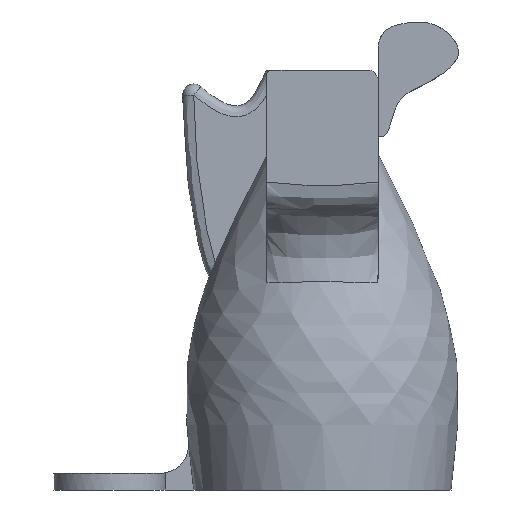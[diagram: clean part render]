
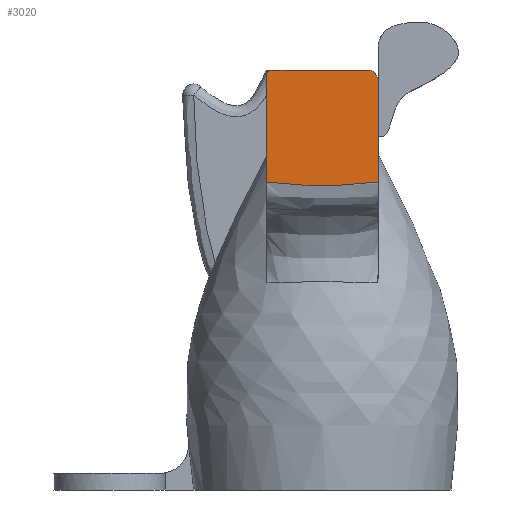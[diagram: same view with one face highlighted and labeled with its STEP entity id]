
A CAD part, left-side view. The second image highlights one B-rep face of the part: STEP entity #3020.
In plain terms, the highlighted planar face has unit normal (-1, 0, 0).
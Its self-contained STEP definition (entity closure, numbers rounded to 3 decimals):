
#2049=CARTESIAN_POINT('',(72.,-91.,75.0));
#2050=VERTEX_POINT('',#2049);
#2057=CARTESIAN_POINT('',(72.,-108.5,75.0));
#2058=VERTEX_POINT('',#2057);
#2059=CARTESIAN_POINT('',(72.0,-91.,75.0));
#2060=DIRECTION('',(0.0,-1.0,0.0));
#2061=VECTOR('',#2060,17.5);
#2062=LINE('',#2059,#2061);
#2063=EDGE_CURVE('',#2050,#2058,#2062,.T.);
#2087=CARTESIAN_POINT('',(72.,-90.0,74.0));
#2088=VERTEX_POINT('',#2087);
#2095=CARTESIAN_POINT('',(72.0,-91.,74.));
#2096=DIRECTION('',(1.0,0.0,0.0));
#2097=DIRECTION('',(0.0,0.0,1.0));
#2098=AXIS2_PLACEMENT_3D('',#2095,#2096,#2097);
#2099=CIRCLE('',#2098,1.);
#2100=EDGE_CURVE('',#2088,#2050,#2099,.T.);
#2336=CARTESIAN_POINT('',(72.,-110.0,73.064));
#2337=VERTEX_POINT('',#2336);
#2344=CARTESIAN_POINT('',(72.,-110.,55.019));
#2345=VERTEX_POINT('',#2344);
#2346=CARTESIAN_POINT('',(72.0,-110.0,73.064));
#2347=DIRECTION('',(0.0,0.0,-1.0));
#2348=VECTOR('',#2347,18.045);
#2349=LINE('',#2346,#2348);
#2350=EDGE_CURVE('',#2337,#2345,#2349,.T.);
#2642=CARTESIAN_POINT('',(72.,-90.107,55.003));
#2643=VERTEX_POINT('',#2642);
#2644=CARTESIAN_POINT('',(72.,-110.,55.019));
#2645=CARTESIAN_POINT('',(72.,-109.53,54.948));
#2646=CARTESIAN_POINT('',(72.,-108.589,54.826));
#2647=CARTESIAN_POINT('',(72.,-106.699,54.637));
#2648=CARTESIAN_POINT('',(72.0,-104.327,54.482));
#2649=CARTESIAN_POINT('',(72.,-101.48,54.392));
#2650=CARTESIAN_POINT('',(72.0,-98.629,54.391));
#2651=CARTESIAN_POINT('',(72.,-95.781,54.476));
#2652=CARTESIAN_POINT('',(72.,-93.409,54.629));
#2653=CARTESIAN_POINT('',(72.,-91.519,54.814));
#2654=CARTESIAN_POINT('',(72.,-90.577,54.934));
#2655=CARTESIAN_POINT('',(72.,-90.107,55.003));
#2656=B_SPLINE_CURVE_WITH_KNOTS('',3,(#2644,#2645,#2646,#2647,#2648,#2649,#2650,#2651,#2652,#2653,#2654,#2655),.UNSPECIFIED.,.F.,.U.,(4,1,1,1,1,1,1,1,1,4),(-2.202,-2.059,-1.917,-1.632,-1.347,-1.062,-0.777,-0.492,-0.349,-0.207),.UNSPECIFIED.);
#2657=EDGE_CURVE('',#2345,#2643,#2656,.T.);
#2899=CARTESIAN_POINT('',(72.,-90.107,74.0));
#2900=VERTEX_POINT('',#2899);
#2907=CARTESIAN_POINT('',(72.,-90.0,74.0));
#2908=DIRECTION('',(0.0,-1.0,0.0));
#2909=VECTOR('',#2908,0.107);
#2910=LINE('',#2907,#2909);
#2911=EDGE_CURVE('',#2088,#2900,#2910,.T.);
#2995=CARTESIAN_POINT('',(72.,-99.954,63.267));
#2996=DIRECTION('',(1.0,0.0,0.0));
#2997=DIRECTION('',(0.0,0.0,-1.0));
#2998=AXIS2_PLACEMENT_3D('',#2995,#2996,#2997);
#2999=PLANE('',#2998);
#3000=ORIENTED_EDGE('',*,*,#2657,.F.);
#3001=ORIENTED_EDGE('',*,*,#2350,.F.);
#3002=CARTESIAN_POINT('',(72.0,-108.0,73.064));
#3003=DIRECTION('',(1.0,0.0,0.0));
#3004=DIRECTION('',(0.0,-1.0,0.0));
#3005=AXIS2_PLACEMENT_3D('',#3002,#3003,#3004);
#3006=CIRCLE('',#3005,2.);
#3007=EDGE_CURVE('',#2058,#2337,#3006,.T.);
#3008=ORIENTED_EDGE('',*,*,#3007,.F.);
#3009=ORIENTED_EDGE('',*,*,#2063,.F.);
#3010=ORIENTED_EDGE('',*,*,#2100,.F.);
#3011=ORIENTED_EDGE('',*,*,#2911,.T.);
#3012=CARTESIAN_POINT('',(72.,-90.107,74.0));
#3013=DIRECTION('',(0.0,0.0,-1.0));
#3014=VECTOR('',#3013,18.997);
#3015=LINE('',#3012,#3014);
#3016=EDGE_CURVE('',#2900,#2643,#3015,.T.);
#3017=ORIENTED_EDGE('',*,*,#3016,.T.);
#3018=EDGE_LOOP('',(#3000,#3001,#3008,#3009,#3010,#3011,#3017));
#3019=FACE_OUTER_BOUND('',#3018,.T.);
#3020=ADVANCED_FACE('',(#3019),#2999,.F.);
